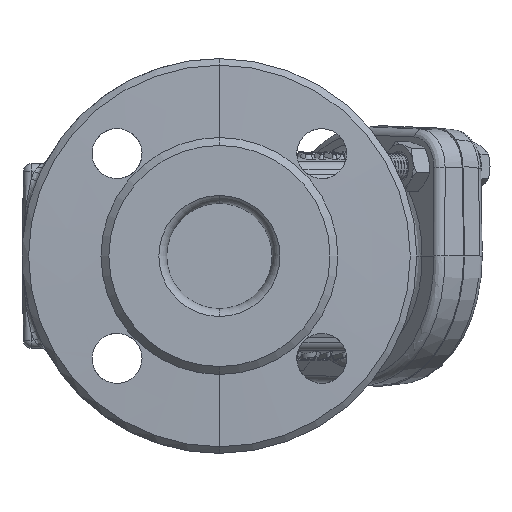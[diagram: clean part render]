
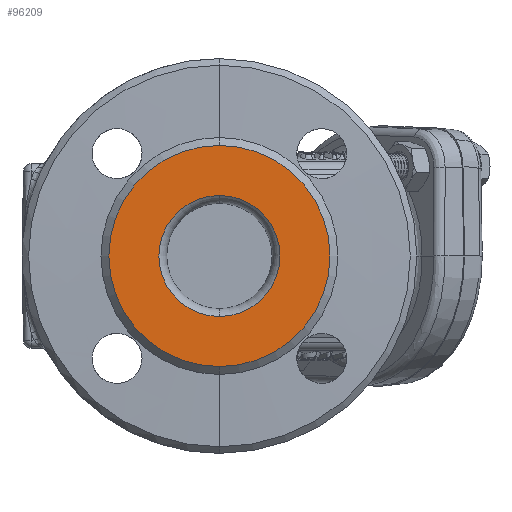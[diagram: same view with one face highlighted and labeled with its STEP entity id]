
A CAD part, front view. The second image highlights one B-rep face of the part: STEP entity #96209.
In plain terms, the highlighted planar face has unit normal (0, -1, 0).
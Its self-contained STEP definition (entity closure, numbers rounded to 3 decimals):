
#835 = CARTESIAN_POINT ( 'NONE',  ( 0., -90., 42. ) ) ;
#4353 = ORIENTED_EDGE ( 'NONE', *, *, #40273, .F. ) ;
#8736 = EDGE_CURVE ( 'NONE', #111060, #102889, #9435, .T. ) ;
#9435 = CIRCLE ( 'NONE', #47138, 42. ) ;
#16484 = DIRECTION ( 'NONE',  ( 0., 1., 0. ) ) ;
#26920 = DIRECTION ( 'NONE',  ( 0., 1., 0. ) ) ;
#27564 = DIRECTION ( 'NONE',  ( 0., 1., 0. ) ) ;
#30143 = EDGE_LOOP ( 'NONE', ( #4353, #57663 ) ) ;
#34085 = DIRECTION ( 'NONE',  ( 0., 0., 1. ) ) ;
#35586 = DIRECTION ( 'NONE',  ( 0., 0., 1. ) ) ;
#35660 = DIRECTION ( 'NONE',  ( 0., 0., 1. ) ) ;
#39765 = CIRCLE ( 'NONE', #86970, 23. ) ;
#40273 = EDGE_CURVE ( 'NONE', #102889, #111060, #81939, .T. ) ;
#40395 = VERTEX_POINT ( 'NONE', #58366 ) ;
#46325 = CARTESIAN_POINT ( 'NONE',  ( 0., -90., -42. ) ) ;
#47138 = AXIS2_PLACEMENT_3D ( 'NONE', #62101, #27564, #79209 ) ;
#48272 = ORIENTED_EDGE ( 'NONE', *, *, #81539, .T. ) ;
#50047 = CARTESIAN_POINT ( 'NONE',  ( 0., -90., 0. ) ) ;
#56989 = EDGE_LOOP ( 'NONE', ( #48272, #61939 ) ) ;
#57663 = ORIENTED_EDGE ( 'NONE', *, *, #8736, .F. ) ;
#58235 = DIRECTION ( 'NONE',  ( 0., 0., 1. ) ) ;
#58366 = CARTESIAN_POINT ( 'NONE',  ( 0., -90., 23. ) ) ;
#58538 = VERTEX_POINT ( 'NONE', #92338 ) ;
#61939 = ORIENTED_EDGE ( 'NONE', *, *, #108748, .T. ) ;
#62101 = CARTESIAN_POINT ( 'NONE',  ( 0., -90., 0. ) ) ;
#66240 = FACE_OUTER_BOUND ( 'NONE', #30143, .T. ) ;
#71732 = FACE_BOUND ( 'NONE', #56989, .T. ) ;
#76466 = CARTESIAN_POINT ( 'NONE',  ( 0., -90., 0. ) ) ;
#78950 = CARTESIAN_POINT ( 'NONE',  ( 0., -90., 0. ) ) ;
#79209 = DIRECTION ( 'NONE',  ( 0., 0., 1. ) ) ;
#79984 = CARTESIAN_POINT ( 'NONE',  ( 42., -90., 0. ) ) ;
#81539 = EDGE_CURVE ( 'NONE', #40395, #58538, #91420, .T. ) ;
#81939 = CIRCLE ( 'NONE', #102778, 42. ) ;
#86123 = DIRECTION ( 'NONE',  ( 0., 1., 0. ) ) ;
#86970 = AXIS2_PLACEMENT_3D ( 'NONE', #76466, #16484, #58235 ) ;
#88780 = AXIS2_PLACEMENT_3D ( 'NONE', #79984, #105183, #35586 ) ;
#91420 = CIRCLE ( 'NONE', #100773, 23. ) ;
#92338 = CARTESIAN_POINT ( 'NONE',  ( 0., -90., -23. ) ) ;
#96209 = ADVANCED_FACE ( 'NONE', ( #66240, #71732 ), #104807, .F. ) ;
#100773 = AXIS2_PLACEMENT_3D ( 'NONE', #78950, #26920, #35660 ) ;
#102778 = AXIS2_PLACEMENT_3D ( 'NONE', #50047, #86123, #34085 ) ;
#102889 = VERTEX_POINT ( 'NONE', #835 ) ;
#104807 = PLANE ( 'NONE',  #88780 ) ;
#105183 = DIRECTION ( 'NONE',  ( 0., 1., 0. ) ) ;
#108748 = EDGE_CURVE ( 'NONE', #58538, #40395, #39765, .T. ) ;
#111060 = VERTEX_POINT ( 'NONE', #46325 ) ;
